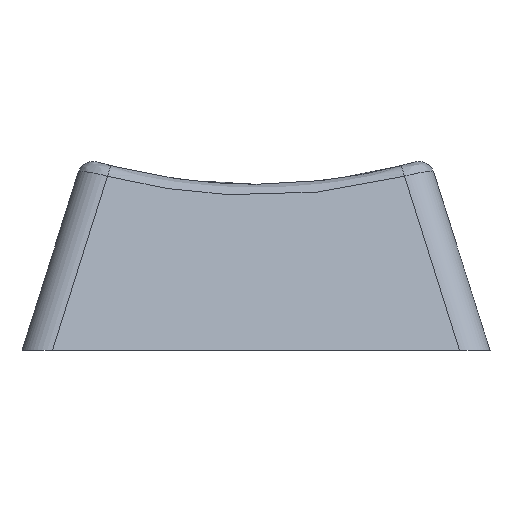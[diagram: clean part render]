
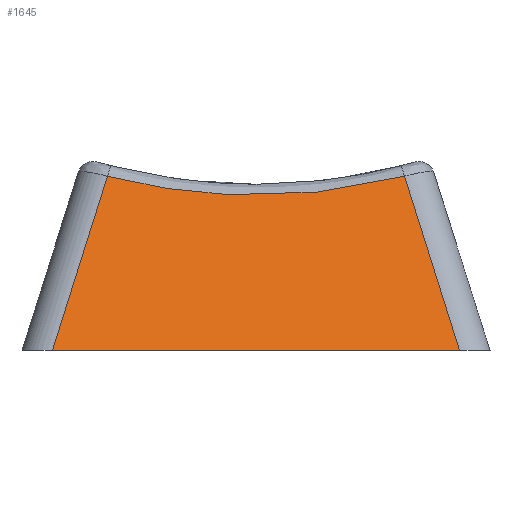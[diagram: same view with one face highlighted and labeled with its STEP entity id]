
A CAD part, left-side view. The second image highlights one B-rep face of the part: STEP entity #1645.
In plain terms, the highlighted planar face has unit normal (-0.95, 0, 0.312).
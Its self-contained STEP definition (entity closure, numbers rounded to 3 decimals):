
#1605=CARTESIAN_POINT('',(67.929,105.25,2.671));
#1606=DIRECTION('',(0.95,0.,-0.312));
#1607=DIRECTION('',(-0.312,0.,-0.95));
#1608=AXIS2_PLACEMENT_3D('',#1605,#1606,#1607);
#1609=PLANE('',#1608);
#1610=CARTESIAN_POINT('',(67.05,97.288,0.));
#1611=VERTEX_POINT('',#1610);
#1612=CARTESIAN_POINT('',(69.291,99.439,6.813));
#1613=VERTEX_POINT('',#1612);
#1614=CARTESIAN_POINT('',(67.05,97.288,-0.));
#1615=DIRECTION('',(0.299,0.287,0.91));
#1616=VECTOR('',#1615,7.488);
#1617=LINE('',#1614,#1616);
#1618=EDGE_CURVE('',#1611,#1613,#1617,.T.);
#1619=ORIENTED_EDGE('',*,*,#1618,.T.);
#1620=CARTESIAN_POINT('',(69.291,111.061,6.813));
#1621=VERTEX_POINT('',#1620);
#1622=CARTESIAN_POINT('',(76.65,105.25,29.184));
#1623=DIRECTION('',(0.95,0.,-0.312));
#1624=DIRECTION('',(0.312,0.,0.95));
#1625=AXIS2_PLACEMENT_3D('',#1622,#1623,#1624);
#1626=ELLIPSE('',#1625,24.332,23.114);
#1627=EDGE_CURVE('',#1613,#1621,#1626,.T.);
#1628=ORIENTED_EDGE('',*,*,#1627,.T.);
#1629=CARTESIAN_POINT('',(67.05,113.212,0.));
#1630=VERTEX_POINT('',#1629);
#1631=CARTESIAN_POINT('',(69.291,111.061,6.813));
#1632=DIRECTION('',(-0.299,0.287,-0.91));
#1633=VECTOR('',#1632,7.488);
#1634=LINE('',#1631,#1633);
#1635=EDGE_CURVE('',#1621,#1630,#1634,.T.);
#1636=ORIENTED_EDGE('',*,*,#1635,.T.);
#1637=CARTESIAN_POINT('',(67.05,113.212,0.));
#1638=DIRECTION('',(-0.,-1.,-0.));
#1639=VECTOR('',#1638,15.925);
#1640=LINE('',#1637,#1639);
#1641=EDGE_CURVE('',#1630,#1611,#1640,.T.);
#1642=ORIENTED_EDGE('',*,*,#1641,.T.);
#1643=EDGE_LOOP('',(#1619,#1628,#1636,#1642));
#1644=FACE_BOUND('',#1643,.T.);
#1645=ADVANCED_FACE('',(#1644),#1609,.F.);
